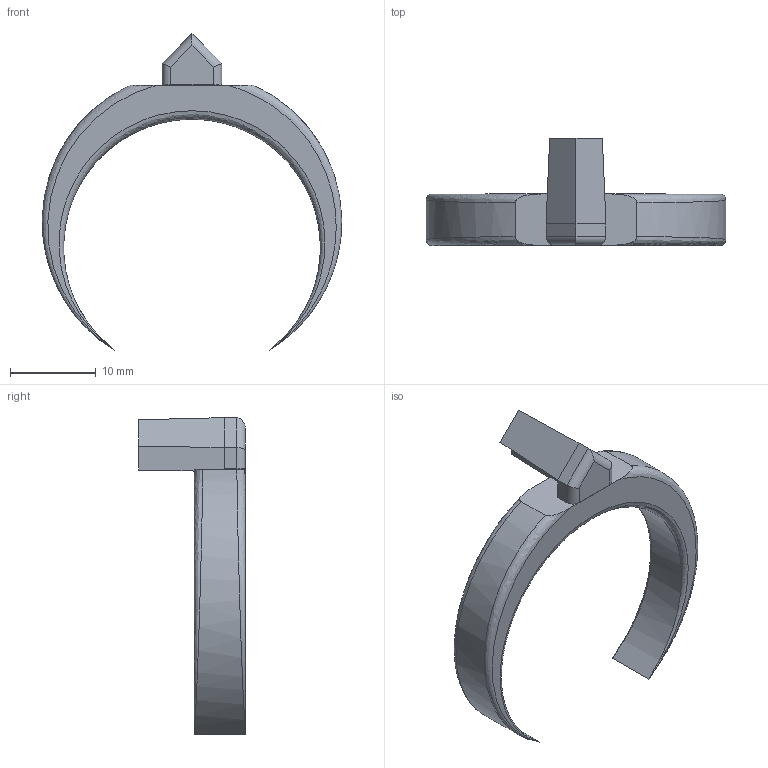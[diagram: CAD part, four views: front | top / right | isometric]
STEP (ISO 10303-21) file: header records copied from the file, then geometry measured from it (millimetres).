
FILE_DESCRIPTION (( 'STEP AP203' ), '1' );
FILE_NAME ('P35_Neck_Clip_Default.step', '2020-03-06T13:30:40', ( '' ), ( '' ), 'SwSTEP 2.0', 'SolidWorks 2018', '' );
FILE_SCHEMA (( 'CONFIG_CONTROL_DESIGN' ));
Length unit declared in the file: millimetre
Products named in the file (1): P35_Neck_Clip_Default
Bounding box: 35 x 12.5 x 37.01 mm (x, y, z)
Volume: 1693.1 mm3; surface area: 1704.9 mm2
Topology: 1 solids, 1 shells, 33 faces, 83 edges, 44 vertices
Faces by surface type: plane 20, cylinder 7, bspline 6
Entity records: 2406 total; most frequent: CARTESIAN_POINT 1660, ORIENTED_EDGE 150, DIRECTION 114, EDGE_CURVE 75, VECTOR 54, LINE 54, VERTEX_POINT 44, ADVANCED_FACE 33
